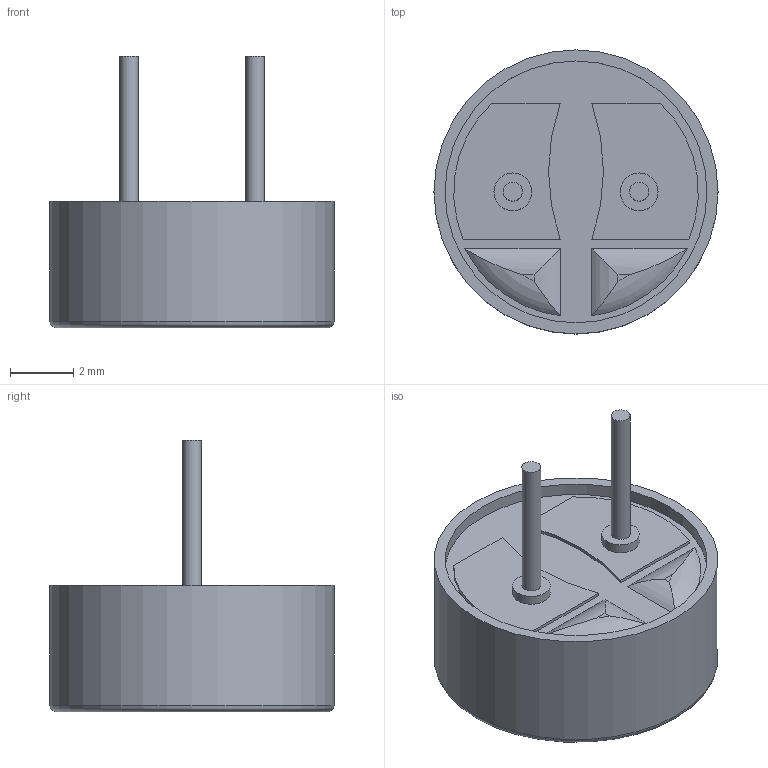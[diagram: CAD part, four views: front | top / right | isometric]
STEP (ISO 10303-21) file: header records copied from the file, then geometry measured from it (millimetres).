
FILE_DESCRIPTION(/* description */ (''),/* implementation_level */ '2;1');
FILE_NAME(/* name */ '09Qzp.stp',/* time_stamp */ '2018-01-31T13:06:41+08:00',/* author */ (''),/* organization */ (''),/* preprocessor_version */ 'ST-DEVELOPER v16',/* originating_system */ 'SIEMENS PLM Software NX 10.0',/* authorisation */ '');
FILE_SCHEMA (('AUTOMOTIVE_DESIGN { 1 0 10303 214 3 1 1 1 }'));
Length unit declared in the file: millimetre
Products named in the file (3): 09Qxc1; 09Q; 09Qzp
Assembly tree (2 placements, depth 2):
  09Qzp
    09Q
    09Qxc1
Bounding box: 9 x 9 x 8.6 mm (x, y, z)
Volume: 208.2 mm3; surface area: 562.4 mm2
Topology: 2 solids, 2 shells, 38 faces, 73 edges, 49 vertices
Faces by surface type: plane 18, cylinder 17, torus 3
Full cylindrical faces by diameter (mm): 0.6 x2, 1.2 x2, 1.65 x1, 4 x1, 8.3 x2, 9 x1
Entity records: 1208 total; most frequent: CARTESIAN_POINT 197, DIRECTION 172, ORIENTED_EDGE 122, AXIS2_PLACEMENT_3D 74, EDGE_CURVE 61, EDGE_LOOP 60, VERTEX_POINT 47, FACE_BOUND 41
